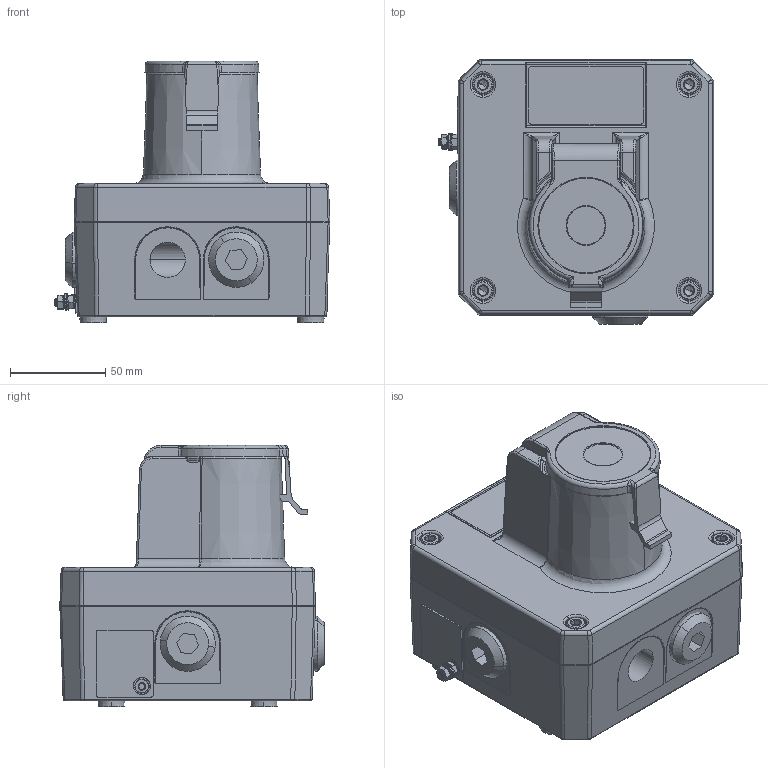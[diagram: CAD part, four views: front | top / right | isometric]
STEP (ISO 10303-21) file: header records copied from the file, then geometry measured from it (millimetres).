
FILE_DESCRIPTION (( 'STEP AP203' ), '1' );
FILE_NAME ('D202-00-201-3D_Issue_2.STEP', '2025-02-14T13:15:35', ( '' ), ( '' ), 'SwSTEP 2.0', 'SolidWorks 2024', '' );
FILE_SCHEMA (( 'CONFIG_CONTROL_DESIGN' ));
Length unit declared in the file: millimetre
Products named in the file (1): D202-00-201-3D_Issue_2
Bounding box: 144.5 x 138.59 x 137 mm (x, y, z)
Volume: 1327891 mm3; surface area: 188997.6 mm2
Topology: 24 solids, 24 shells, 1200 faces, 2860 edges, 1690 vertices
Faces by surface type: cylinder 392, plane 328, cone 188, bspline 171, torus 83, sphere 38
Entity records: 45980 total; most frequent: CARTESIAN_POINT 20638, ORIENTED_EDGE 5564, DIRECTION 4926, EDGE_CURVE 2782, AXIS2_PLACEMENT_3D 1951, VERTEX_POINT 1690, EDGE_LOOP 1300, ADVANCED_FACE 1200
